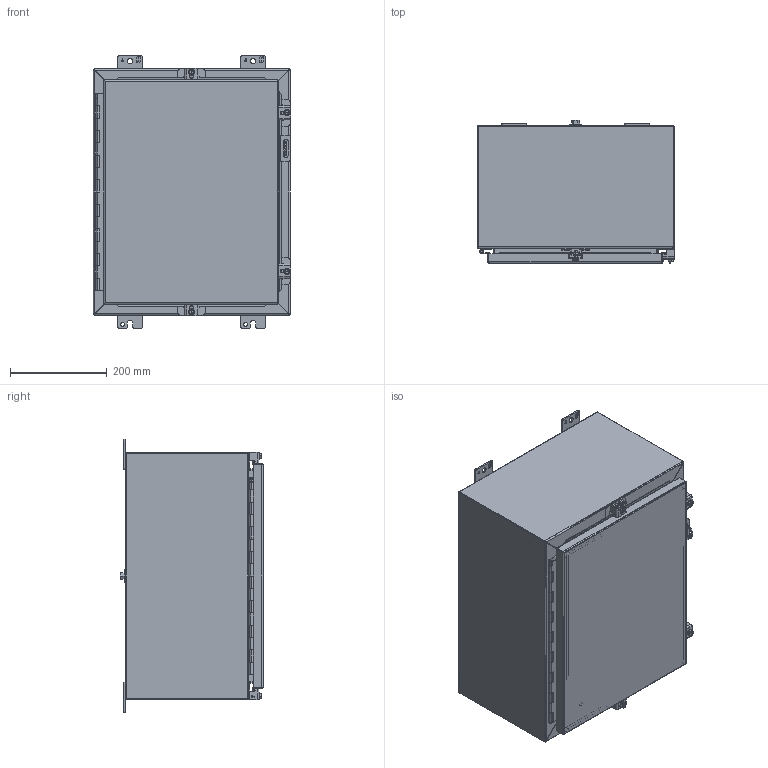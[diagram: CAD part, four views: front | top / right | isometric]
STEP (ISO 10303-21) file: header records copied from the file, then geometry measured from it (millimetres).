
FILE_DESCRIPTION (( 'STEP AP203' ), '1' );
FILE_NAME ('1418N4SSC10_Default.step', '2019-11-01T21:01:26', ( 'ADC123' ), ( 'Microsoft' ), 'SwSTEP 2.0', 'SolidWorks 2019', '' );
FILE_SCHEMA (( 'CONFIG_CONTROL_DESIGN' ));
Length unit declared in the file: inch
Products named in the file (1): 1418N4SSC10_Default
Bounding box: 408 x 296.32 x 565.15 mm (x, y, z)
Volume: 2337224.9 mm3; surface area: 2453117.3 mm2
Topology: 41 solids, 42 shells, 1469 faces, 3803 edges, 2462 vertices
Faces by surface type: plane 915, cylinder 462, bspline 82, cone 10
Entity records: 48478 total; most frequent: CARTESIAN_POINT 12485, ORIENTED_EDGE 7598, DIRECTION 7225, EDGE_CURVE 3799, VECTOR 2657, LINE 2657, VERTEX_POINT 2462, AXIS2_PLACEMENT_3D 2284
